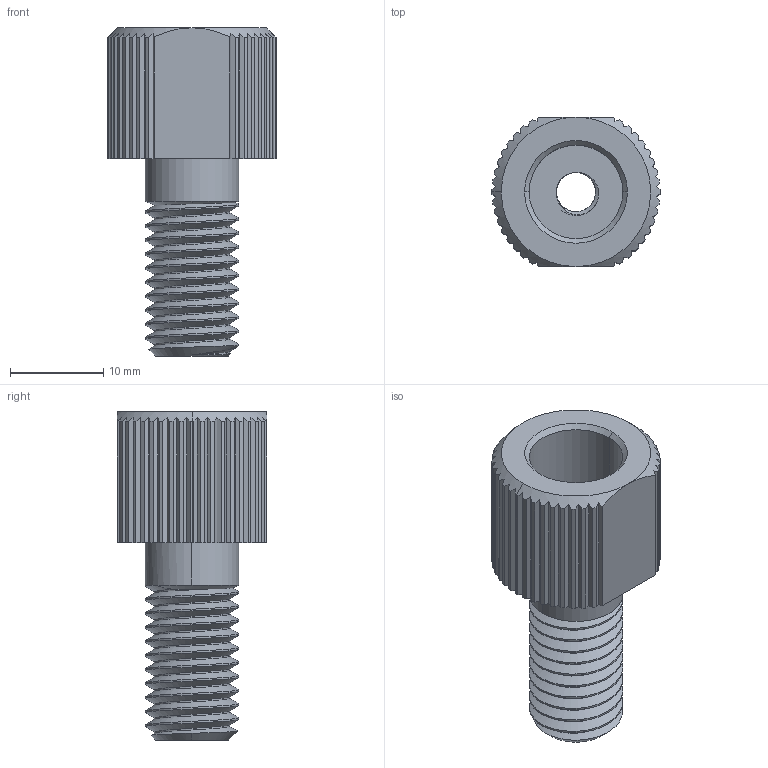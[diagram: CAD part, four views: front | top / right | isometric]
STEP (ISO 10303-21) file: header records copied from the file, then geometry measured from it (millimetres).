
FILE_DESCRIPTION (( 'STEP AP203' ), '1' );
FILE_NAME ('SWITCH-M-BOLT-10-25-A-X2.STEP', '2016-10-24T17:27:10', ( '' ), ( '' ), 'SwSTEP 2.0', 'SolidWorks 2014', '' );
FILE_SCHEMA (( 'CONFIG_CONTROL_DESIGN' ));
Length unit declared in the file: millimetre
Products named in the file (1): SWITCH-M-BOLT-10-25-A-X2
Bounding box: 18 x 16 x 35.15 mm (x, y, z)
Volume: 3221.8 mm3; surface area: 3196.6 mm2
Topology: 1 solids, 1 shells, 219 faces, 622 edges, 411 vertices
Faces by surface type: cylinder 115, plane 84, cone 12, bspline 8
Entity records: 10564 total; most frequent: CARTESIAN_POINT 5324, ORIENTED_EDGE 1244, DIRECTION 922, EDGE_CURVE 622, VERTEX_POINT 411, AXIS2_PLACEMENT_3D 325, VECTOR 272, LINE 272
